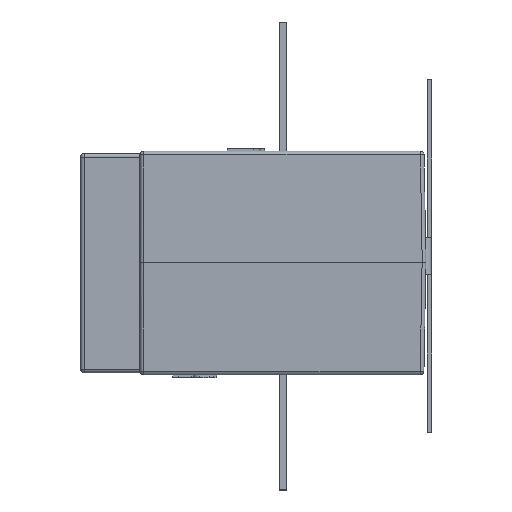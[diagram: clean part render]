
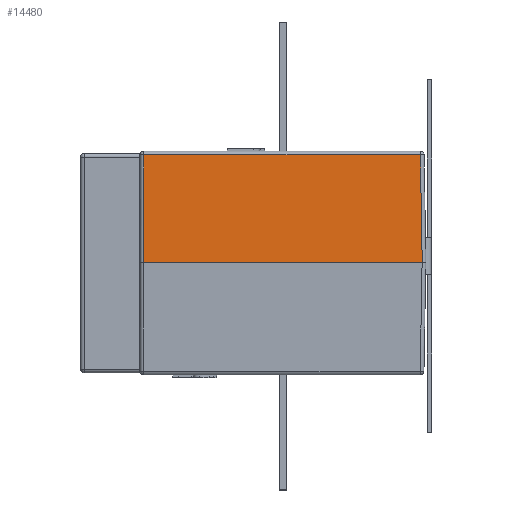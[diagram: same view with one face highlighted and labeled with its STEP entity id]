
A CAD part, left-side view. The second image highlights one B-rep face of the part: STEP entity #14480.
In plain terms, the highlighted face is planar.
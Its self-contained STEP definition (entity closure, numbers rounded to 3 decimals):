
#91 = ORIENTED_EDGE ( 'NONE', *, *, #21034, .T. ) ;
#1158 = ORIENTED_EDGE ( 'NONE', *, *, #21618, .T. ) ;
#1579 = EDGE_CURVE ( 'NONE', #2399, #13948, #8178, .T. ) ;
#1987 = LINE ( 'NONE', #3398, #8131 ) ;
#2025 = VECTOR ( 'NONE', #12444, 1000. ) ;
#2367 = ORIENTED_EDGE ( 'NONE', *, *, #1579, .T. ) ;
#2399 = VERTEX_POINT ( 'NONE', #20816 ) ;
#3398 = CARTESIAN_POINT ( 'NONE',  ( 40., -38.5, 0. ) ) ;
#3621 = LINE ( 'NONE', #24236, #21272 ) ;
#4166 = VERTEX_POINT ( 'NONE', #14700 ) ;
#4375 = LINE ( 'NONE', #26551, #9830 ) ;
#7051 = PLANE ( 'NONE',  #10258 ) ;
#7910 = CARTESIAN_POINT ( 'NONE',  ( 40., -37.5, 0. ) ) ;
#8070 = DIRECTION ( 'NONE',  ( 0., 1., 0. ) ) ;
#8131 = VECTOR ( 'NONE', #8070, 1000. ) ;
#8178 = LINE ( 'NONE', #13190, #2025 ) ;
#8201 = DIRECTION ( 'NONE',  ( 0., 1., 0. ) ) ;
#8338 = DIRECTION ( 'NONE',  ( -0.017, 0.017, -1. ) ) ;
#9393 = CARTESIAN_POINT ( 'NONE',  ( 40., -38.5, 0. ) ) ;
#9830 = VECTOR ( 'NONE', #8338, 1000. ) ;
#10258 = AXIS2_PLACEMENT_3D ( 'NONE', #9393, #11717, #27679 ) ;
#11456 = VERTEX_POINT ( 'NONE', #7910 ) ;
#11717 = DIRECTION ( 'NONE',  ( 1., 0., -0.017 ) ) ;
#12444 = DIRECTION ( 'NONE',  ( 0.017, 0., 1. ) ) ;
#13190 = CARTESIAN_POINT ( 'NONE',  ( 40., 37.5, 0. ) ) ;
#13948 = VERTEX_POINT ( 'NONE', #24035 ) ;
#14480 = ADVANCED_FACE ( 'NONE', ( #29702 ), #7051, .T. ) ;
#14700 = CARTESIAN_POINT ( 'NONE',  ( 39.493, -36.994, -29.017 ) ) ;
#20816 = CARTESIAN_POINT ( 'NONE',  ( 39.493, 37.5, -29.017 ) ) ;
#21034 = EDGE_CURVE ( 'NONE', #11456, #4166, #4375, .T. ) ;
#21272 = VECTOR ( 'NONE', #8201, 1000. ) ;
#21618 = EDGE_CURVE ( 'NONE', #4166, #2399, #3621, .T. ) ;
#24035 = CARTESIAN_POINT ( 'NONE',  ( 40., 37.5, 0. ) ) ;
#24236 = CARTESIAN_POINT ( 'NONE',  ( 39.493, 38.5, -29.017 ) ) ;
#24747 = ORIENTED_EDGE ( 'NONE', *, *, #26007, .F. ) ;
#26007 = EDGE_CURVE ( 'NONE', #11456, #13948, #1987, .T. ) ;
#26551 = CARTESIAN_POINT ( 'NONE',  ( 40., -37.5, 0.017 ) ) ;
#27679 = DIRECTION ( 'NONE',  ( -0.017, 0., -1. ) ) ;
#29639 = EDGE_LOOP ( 'NONE', ( #24747, #91, #1158, #2367 ) ) ;
#29702 = FACE_OUTER_BOUND ( 'NONE', #29639, .T. ) ;
